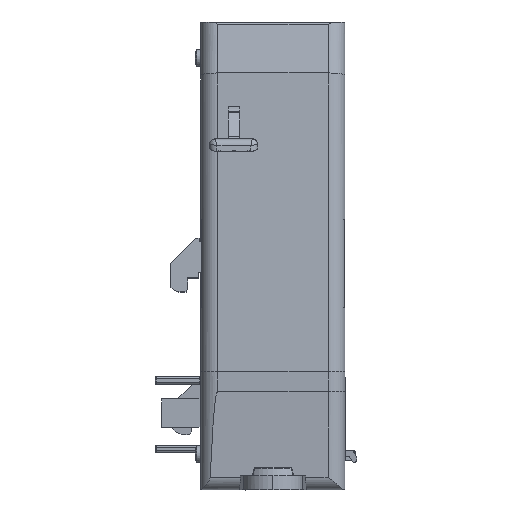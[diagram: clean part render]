
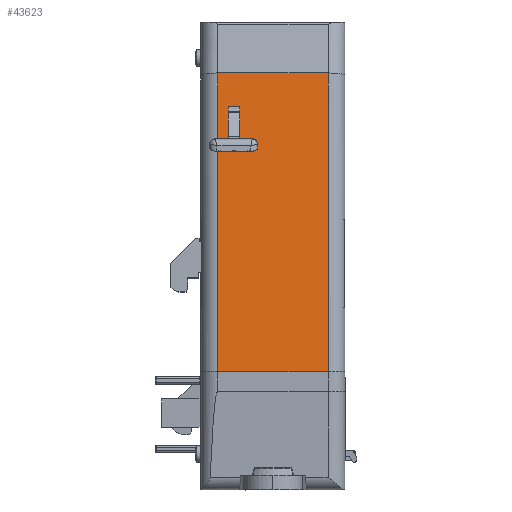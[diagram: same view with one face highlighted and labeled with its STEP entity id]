
A CAD part, front view. The second image highlights one B-rep face of the part: STEP entity #43623.
In plain terms, the highlighted planar face has unit normal (0, -0.999, 0.044).
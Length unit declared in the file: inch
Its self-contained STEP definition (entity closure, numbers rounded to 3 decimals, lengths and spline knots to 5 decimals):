
#2891 = DIRECTION ( 'NONE',  ( 0., -0.044, -0.999 ) ) ;
#9689 = EDGE_CURVE ( 'NONE', #103238, #78379, #184922, .T. ) ;
#11849 = DIRECTION ( 'NONE',  ( 0., -0.044, -0.999 ) ) ;
#15635 = CARTESIAN_POINT ( 'NONE',  ( -0.19853, -2.045, -4.56957 ) ) ;
#22510 = DIRECTION ( 'NONE',  ( -1., 0., 0. ) ) ;
#23823 = EDGE_LOOP ( 'NONE', ( #24230, #127105, #152435, #221175 ) ) ;
#24230 = ORIENTED_EDGE ( 'NONE', *, *, #154669, .F. ) ;
#25909 = CARTESIAN_POINT ( 'NONE',  ( 0.49481, -2.045, -4.56957 ) ) ;
#34829 = VECTOR ( 'NONE', #194626, 39.37008 ) ;
#35361 = CARTESIAN_POINT ( 'NONE',  ( 0.61193, -1.85687, -0.26054 ) ) ;
#35436 = DIRECTION ( 'NONE',  ( 0., -0.044, -0.999 ) ) ;
#37828 = CARTESIAN_POINT ( 'NONE',  ( -0.15915, -1.86691, -0.49051 ) ) ;
#39572 = CARTESIAN_POINT ( 'NONE',  ( -0.19853, -1.86691, -0.49051 ) ) ;
#40144 = DIRECTION ( 'NONE',  ( -1., 0., 0. ) ) ;
#40764 = ORIENTED_EDGE ( 'NONE', *, *, #79955, .F. ) ;
#43623 = ADVANCED_FACE ( 'NONE', ( #79328, #166536 ), #158258, .T. ) ;
#46367 = LINE ( 'NONE', #15635, #92634 ) ;
#51117 = VECTOR ( 'NONE', #40144, 39.37008 ) ;
#51610 = EDGE_CURVE ( 'NONE', #133908, #78379, #165907, .T. ) ;
#57353 = VERTEX_POINT ( 'NONE', #174212 ) ;
#62171 = VECTOR ( 'NONE', #80742, 39.37008 ) ;
#64306 = LINE ( 'NONE', #37828, #151522 ) ;
#64511 = CARTESIAN_POINT ( 'NONE',  ( -0.27094, -1.94742, -2.33452 ) ) ;
#71489 = VERTEX_POINT ( 'NONE', #216312 ) ;
#78379 = VERTEX_POINT ( 'NONE', #143766 ) ;
#78759 = EDGE_CURVE ( 'NONE', #57353, #87948, #125685, .T. ) ;
#79328 = FACE_OUTER_BOUND ( 'NONE', #23823, .T. ) ;
#79955 = EDGE_CURVE ( 'NONE', #133908, #135989, #64306, .T. ) ;
#80742 = DIRECTION ( 'NONE',  ( 0., 0.044, 0.999 ) ) ;
#86478 = LINE ( 'NONE', #160522, #51117 ) ;
#87948 = VERTEX_POINT ( 'NONE', #114203 ) ;
#88917 = LINE ( 'NONE', #212137, #162596 ) ;
#92634 = VECTOR ( 'NONE', #138192, 39.37008 ) ;
#99323 = EDGE_CURVE ( 'NONE', #87948, #112147, #88917, .T. ) ;
#100439 = VECTOR ( 'NONE', #11849, 39.37008 ) ;
#103238 = VERTEX_POINT ( 'NONE', #148793 ) ;
#112147 = VERTEX_POINT ( 'NONE', #64511 ) ;
#114203 = CARTESIAN_POINT ( 'NONE',  ( -0.27094, -1.85687, -0.26054 ) ) ;
#116066 = ORIENTED_EDGE ( 'NONE', *, *, #9689, .F. ) ;
#121139 = EDGE_CURVE ( 'NONE', #103238, #135989, #46367, .T. ) ;
#124842 = LINE ( 'NONE', #25909, #62171 ) ;
#125685 = LINE ( 'NONE', #35361, #177594 ) ;
#127105 = ORIENTED_EDGE ( 'NONE', *, *, #192639, .T. ) ;
#133908 = VERTEX_POINT ( 'NONE', #164689 ) ;
#135989 = VERTEX_POINT ( 'NONE', #39572 ) ;
#138192 = DIRECTION ( 'NONE',  ( 0., 0.044, 0.999 ) ) ;
#143766 = CARTESIAN_POINT ( 'NONE',  ( -0.11977, -1.87891, -0.76539 ) ) ;
#144284 = CARTESIAN_POINT ( 'NONE',  ( 0.61193, -1.87891, -0.76539 ) ) ;
#148793 = CARTESIAN_POINT ( 'NONE',  ( -0.19853, -1.87891, -0.76539 ) ) ;
#151522 = VECTOR ( 'NONE', #22510, 39.37008 ) ;
#152435 = ORIENTED_EDGE ( 'NONE', *, *, #78759, .T. ) ;
#154669 = EDGE_CURVE ( 'NONE', #71489, #112147, #86478, .T. ) ;
#158258 = PLANE ( 'NONE',  #184790 ) ;
#160522 = CARTESIAN_POINT ( 'NONE',  ( 0.61193, -1.94742, -2.33452 ) ) ;
#162596 = VECTOR ( 'NONE', #35436, 39.37008 ) ;
#164689 = CARTESIAN_POINT ( 'NONE',  ( -0.11977, -1.86691, -0.49051 ) ) ;
#165907 = LINE ( 'NONE', #166497, #100439 ) ;
#166497 = CARTESIAN_POINT ( 'NONE',  ( -0.11977, -2.045, -4.56957 ) ) ;
#166536 = FACE_BOUND ( 'NONE', #199711, .T. ) ;
#174035 = DIRECTION ( 'NONE',  ( -1., 0., 0. ) ) ;
#174212 = CARTESIAN_POINT ( 'NONE',  ( 0.49481, -1.85687, -0.26054 ) ) ;
#177594 = VECTOR ( 'NONE', #174035, 39.37008 ) ;
#178096 = DIRECTION ( 'NONE',  ( 0., -0.999, 0.044 ) ) ;
#184790 = AXIS2_PLACEMENT_3D ( 'NONE', #194088, #178096, #2891 ) ;
#184922 = LINE ( 'NONE', #144284, #34829 ) ;
#192639 = EDGE_CURVE ( 'NONE', #71489, #57353, #124842, .T. ) ;
#194088 = CARTESIAN_POINT ( 'NONE',  ( 0.61193, -2.045, -4.56957 ) ) ;
#194312 = ORIENTED_EDGE ( 'NONE', *, *, #121139, .T. ) ;
#194626 = DIRECTION ( 'NONE',  ( 1., 0., 0. ) ) ;
#199711 = EDGE_LOOP ( 'NONE', ( #40764, #208841, #116066, #194312 ) ) ;
#208841 = ORIENTED_EDGE ( 'NONE', *, *, #51610, .T. ) ;
#212137 = CARTESIAN_POINT ( 'NONE',  ( -0.27094, -1.94742, -2.33452 ) ) ;
#216312 = CARTESIAN_POINT ( 'NONE',  ( 0.49481, -1.94742, -2.33452 ) ) ;
#221175 = ORIENTED_EDGE ( 'NONE', *, *, #99323, .T. ) ;
